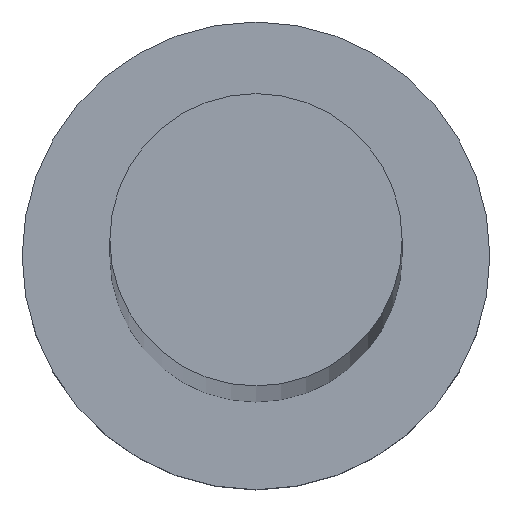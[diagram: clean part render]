
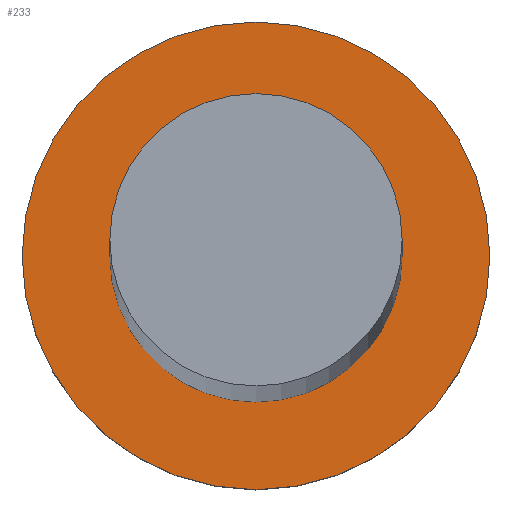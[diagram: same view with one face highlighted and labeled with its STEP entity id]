
A CAD part, top view. The second image highlights one B-rep face of the part: STEP entity #233.
In plain terms, the highlighted planar face has unit normal (0, 0, 1).
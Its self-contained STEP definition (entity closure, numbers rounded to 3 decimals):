
#1 = CARTESIAN_POINT ( 'NONE',  ( 0., 0., 5. ) ) ;
#8 = CIRCLE ( 'NONE', #153, 5. ) ;
#9 = PLANE ( 'NONE',  #35 ) ;
#14 = VERTEX_POINT ( 'NONE', #110 ) ;
#16 = AXIS2_PLACEMENT_3D ( 'NONE', #1, #113, #39 ) ;
#31 = DIRECTION ( 'NONE',  ( 0., 0., 1. ) ) ;
#33 = CIRCLE ( 'NONE', #62, 8. ) ;
#35 = AXIS2_PLACEMENT_3D ( 'NONE', #127, #67, #209 ) ;
#36 = FACE_OUTER_BOUND ( 'NONE', #244, .T. ) ;
#38 = ORIENTED_EDGE ( 'NONE', *, *, #220, .F. ) ;
#39 = DIRECTION ( 'NONE',  ( 1., 0., 0. ) ) ;
#46 = VERTEX_POINT ( 'NONE', #55 ) ;
#48 = DIRECTION ( 'NONE',  ( 1., 0., 0. ) ) ;
#55 = CARTESIAN_POINT ( 'NONE',  ( -5., 0., 5. ) ) ;
#59 = EDGE_CURVE ( 'NONE', #46, #225, #8, .T. ) ;
#62 = AXIS2_PLACEMENT_3D ( 'NONE', #254, #98, #75 ) ;
#63 = ORIENTED_EDGE ( 'NONE', *, *, #161, .T. ) ;
#67 = DIRECTION ( 'NONE',  ( 0., 0., 1. ) ) ;
#75 = DIRECTION ( 'NONE',  ( 1., 0., 0. ) ) ;
#87 = CIRCLE ( 'NONE', #232, 5. ) ;
#98 = DIRECTION ( 'NONE',  ( 0., 0., 1. ) ) ;
#109 = CARTESIAN_POINT ( 'NONE',  ( 5., 0., 5. ) ) ;
#110 = CARTESIAN_POINT ( 'NONE',  ( -8., 0., 5. ) ) ;
#113 = DIRECTION ( 'NONE',  ( 0., 0., 1. ) ) ;
#123 = CIRCLE ( 'NONE', #16, 8. ) ;
#127 = CARTESIAN_POINT ( 'NONE',  ( 0., 0., 5. ) ) ;
#140 = ORIENTED_EDGE ( 'NONE', *, *, #203, .T. ) ;
#149 = DIRECTION ( 'NONE',  ( 0., 0., 1. ) ) ;
#153 = AXIS2_PLACEMENT_3D ( 'NONE', #226, #149, #231 ) ;
#158 = VERTEX_POINT ( 'NONE', #173 ) ;
#161 = EDGE_CURVE ( 'NONE', #158, #14, #123, .T. ) ;
#165 = ORIENTED_EDGE ( 'NONE', *, *, #59, .F. ) ;
#173 = CARTESIAN_POINT ( 'NONE',  ( 8., 0., 5. ) ) ;
#184 = FACE_BOUND ( 'NONE', #199, .T. ) ;
#193 = CARTESIAN_POINT ( 'NONE',  ( 0., 0., 5. ) ) ;
#199 = EDGE_LOOP ( 'NONE', ( #165, #38 ) ) ;
#203 = EDGE_CURVE ( 'NONE', #14, #158, #33, .T. ) ;
#209 = DIRECTION ( 'NONE',  ( 1., 0., 0. ) ) ;
#220 = EDGE_CURVE ( 'NONE', #225, #46, #87, .T. ) ;
#225 = VERTEX_POINT ( 'NONE', #109 ) ;
#226 = CARTESIAN_POINT ( 'NONE',  ( 0., 0., 5. ) ) ;
#231 = DIRECTION ( 'NONE',  ( 1., 0., 0. ) ) ;
#232 = AXIS2_PLACEMENT_3D ( 'NONE', #193, #31, #48 ) ;
#233 = ADVANCED_FACE ( 'NONE', ( #184, #36 ), #9, .T. ) ;
#244 = EDGE_LOOP ( 'NONE', ( #140, #63 ) ) ;
#254 = CARTESIAN_POINT ( 'NONE',  ( 0., 0., 5. ) ) ;
